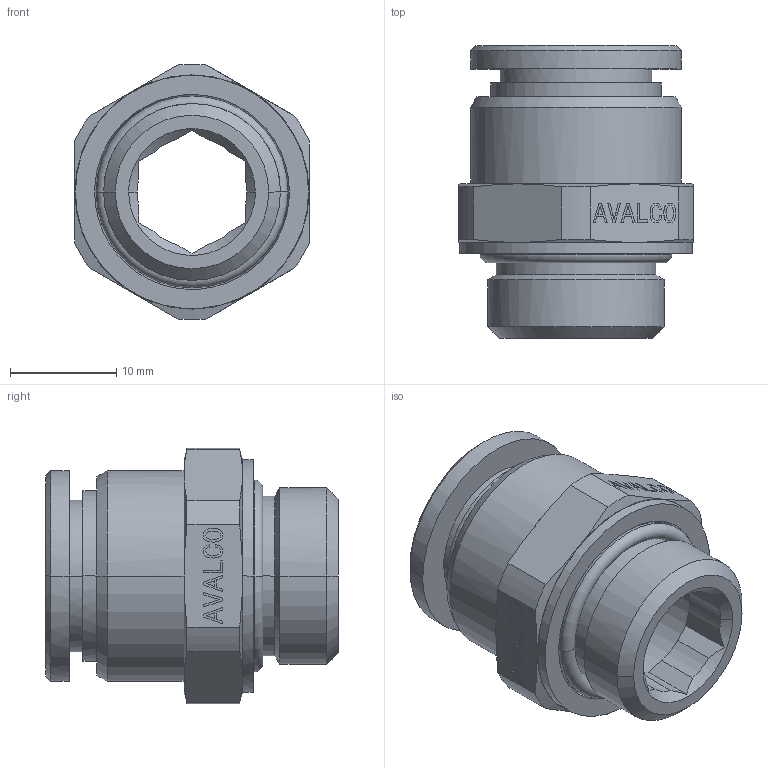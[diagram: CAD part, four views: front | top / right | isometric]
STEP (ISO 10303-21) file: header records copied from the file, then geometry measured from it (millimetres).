
FILE_DESCRIPTION(('CATIA V5 STEP Exchange'),'2;1');
FILE_NAME('PN511B-12G38.stp','2018-04-14T17:47:01+00:00',('none'),('none'),'CATIA Version 5 Release 21 GA (IN-10)','CATIA V5 STEP AP203','none');
FILE_SCHEMA(('CONFIG_CONTROL_DESIGN'));
Length unit declared in the file: millimetre
Products named in the file (1): PN511B-12G38
Bounding box: 22 x 27.5 x 23.98 mm (x, y, z)
Volume: 4826.5 mm3; surface area: 3872 mm2
Topology: 2 solids, 2 shells, 425 faces, 1135 edges, 746 vertices
Faces by surface type: plane 363, cylinder 30, cone 28, torus 4
Entity records: 13100 total; most frequent: CARTESIAN_POINT 2846, ORIENTED_EDGE 2270, DIRECTION 1785, EDGE_CURVE 1135, VECTOR 991, LINE 991, VERTEX_POINT 746, EDGE_LOOP 461
